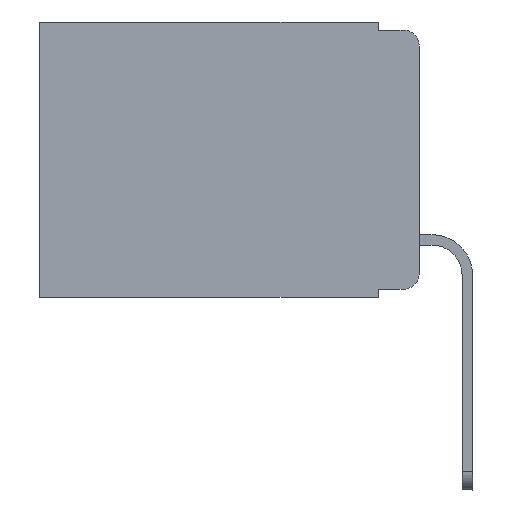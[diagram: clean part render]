
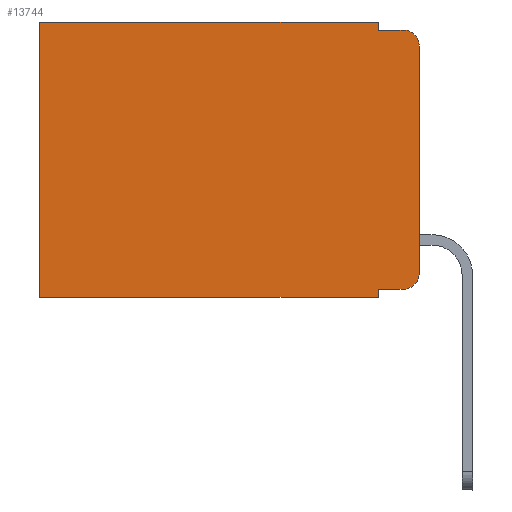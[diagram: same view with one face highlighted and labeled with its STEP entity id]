
A CAD part, left-side view. The second image highlights one B-rep face of the part: STEP entity #13744.
In plain terms, the highlighted planar face has unit normal (-1, 0, 0).
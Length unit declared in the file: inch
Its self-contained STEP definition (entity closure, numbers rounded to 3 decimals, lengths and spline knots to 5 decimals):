
#23 = EDGE_CURVE ( 'NONE', #11502, #3124, #3205, .T. ) ;
#132 = CIRCLE ( 'NONE', #8002, 0.02 ) ;
#568 = EDGE_CURVE ( 'NONE', #12496, #4678, #3268, .T. ) ;
#576 = VECTOR ( 'NONE', #6689, 39.37008 ) ;
#883 = LINE ( 'NONE', #5200, #12660 ) ;
#1182 = LINE ( 'NONE', #7878, #576 ) ;
#1215 = CARTESIAN_POINT ( 'NONE',  ( 0.298, 0.051, -0.333 ) ) ;
#1308 = VERTEX_POINT ( 'NONE', #1462 ) ;
#1352 = CARTESIAN_POINT ( 'NONE',  ( 0.298, 0., 0. ) ) ;
#1462 = CARTESIAN_POINT ( 'NONE',  ( 0.298, 0.051, 0. ) ) ;
#1558 = EDGE_CURVE ( 'NONE', #10931, #7694, #883, .T. ) ;
#1626 = ORIENTED_EDGE ( 'NONE', *, *, #1558, .T. ) ;
#1716 = AXIS2_PLACEMENT_3D ( 'NONE', #8399, #7485, #4196 ) ;
#2038 = CARTESIAN_POINT ( 'NONE',  ( 0.298, 0.051, -0.343 ) ) ;
#2292 = EDGE_CURVE ( 'NONE', #7694, #5276, #13007, .T. ) ;
#2780 = LINE ( 'NONE', #4994, #4627 ) ;
#3124 = VERTEX_POINT ( 'NONE', #13094 ) ;
#3205 = LINE ( 'NONE', #5484, #5899 ) ;
#3268 = LINE ( 'NONE', #5397, #4137 ) ;
#3527 = ORIENTED_EDGE ( 'NONE', *, *, #2292, .T. ) ;
#3540 = DIRECTION ( 'NONE',  ( 0., 0., -1. ) ) ;
#3554 = ORIENTED_EDGE ( 'NONE', *, *, #13065, .F. ) ;
#3560 = ORIENTED_EDGE ( 'NONE', *, *, #568, .F. ) ;
#3617 = VECTOR ( 'NONE', #5106, 39.37008 ) ;
#4017 = DIRECTION ( 'NONE',  ( 0., 0., -1. ) ) ;
#4137 = VECTOR ( 'NONE', #5470, 39.37008 ) ;
#4196 = DIRECTION ( 'NONE',  ( 0., 0., -1. ) ) ;
#4294 = ORIENTED_EDGE ( 'NONE', *, *, #12373, .F. ) ;
#4627 = VECTOR ( 'NONE', #13486, 39.37008 ) ;
#4678 = VERTEX_POINT ( 'NONE', #7871 ) ;
#4797 = CARTESIAN_POINT ( 'NONE',  ( 0.298, 0.02, -0.03 ) ) ;
#4816 = DIRECTION ( 'NONE',  ( 0., 0., -1. ) ) ;
#4994 = CARTESIAN_POINT ( 'NONE',  ( 0.298, 0.473, 0. ) ) ;
#5005 = AXIS2_PLACEMENT_3D ( 'NONE', #7855, #6790, #11032 ) ;
#5084 = EDGE_CURVE ( 'NONE', #1308, #11336, #13456, .T. ) ;
#5106 = DIRECTION ( 'NONE',  ( 0., 1., 0. ) ) ;
#5200 = CARTESIAN_POINT ( 'NONE',  ( 0.298, 0.051, -0.333 ) ) ;
#5276 = VERTEX_POINT ( 'NONE', #8361 ) ;
#5397 = CARTESIAN_POINT ( 'NONE',  ( 0.298, 0., -0.343 ) ) ;
#5470 = DIRECTION ( 'NONE',  ( 0., 1., 0. ) ) ;
#5484 = CARTESIAN_POINT ( 'NONE',  ( 0.298, 0.051, -0.01 ) ) ;
#5563 = EDGE_CURVE ( 'NONE', #11336, #4678, #2780, .T. ) ;
#5817 = CARTESIAN_POINT ( 'NONE',  ( 0.298, 0.02, -0.333 ) ) ;
#5899 = VECTOR ( 'NONE', #9660, 39.37008 ) ;
#6065 = CARTESIAN_POINT ( 'NONE',  ( 0.298, 0.051, -0.01 ) ) ;
#6094 = ORIENTED_EDGE ( 'NONE', *, *, #5563, .T. ) ;
#6280 = EDGE_CURVE ( 'NONE', #6834, #3124, #132, .T. ) ;
#6346 = ORIENTED_EDGE ( 'NONE', *, *, #10856, .F. ) ;
#6689 = DIRECTION ( 'NONE',  ( 0., 0., -1. ) ) ;
#6705 = CARTESIAN_POINT ( 'NONE',  ( 0.298, 0.473, 0. ) ) ;
#6790 = DIRECTION ( 'NONE',  ( -1., 0., 0. ) ) ;
#6834 = VERTEX_POINT ( 'NONE', #11665 ) ;
#7007 = EDGE_LOOP ( 'NONE', ( #6346, #12297, #11226, #4294, #11065, #6094, #3560, #3554, #1626, #3527 ) ) ;
#7194 = LINE ( 'NONE', #9150, #8046 ) ;
#7485 = DIRECTION ( 'NONE',  ( 1., 0., 0. ) ) ;
#7694 = VERTEX_POINT ( 'NONE', #5817 ) ;
#7772 = VECTOR ( 'NONE', #3540, 39.37008 ) ;
#7855 = CARTESIAN_POINT ( 'NONE',  ( 0.298, 0.02, -0.313 ) ) ;
#7871 = CARTESIAN_POINT ( 'NONE',  ( 0.298, 0.473, -0.343 ) ) ;
#7878 = CARTESIAN_POINT ( 'NONE',  ( 0.298, 0.051, 0. ) ) ;
#8002 = AXIS2_PLACEMENT_3D ( 'NONE', #4797, #11347, #4017 ) ;
#8046 = VECTOR ( 'NONE', #4816, 39.37008 ) ;
#8361 = CARTESIAN_POINT ( 'NONE',  ( 0.298, 0., -0.313 ) ) ;
#8399 = CARTESIAN_POINT ( 'NONE',  ( 0.298, 0., 0. ) ) ;
#9150 = CARTESIAN_POINT ( 'NONE',  ( 0.298, 0.051, 0. ) ) ;
#9448 = DIRECTION ( 'NONE',  ( 0., -1., 0. ) ) ;
#9660 = DIRECTION ( 'NONE',  ( 0., -1., 0. ) ) ;
#9850 = LINE ( 'NONE', #1352, #7772 ) ;
#10856 = EDGE_CURVE ( 'NONE', #6834, #5276, #9850, .T. ) ;
#10931 = VERTEX_POINT ( 'NONE', #1215 ) ;
#11032 = DIRECTION ( 'NONE',  ( 0., 0., -1. ) ) ;
#11065 = ORIENTED_EDGE ( 'NONE', *, *, #5084, .T. ) ;
#11226 = ORIENTED_EDGE ( 'NONE', *, *, #23, .F. ) ;
#11336 = VERTEX_POINT ( 'NONE', #6705 ) ;
#11347 = DIRECTION ( 'NONE',  ( -1., 0., 0. ) ) ;
#11502 = VERTEX_POINT ( 'NONE', #6065 ) ;
#11584 = PLANE ( 'NONE',  #1716 ) ;
#11665 = CARTESIAN_POINT ( 'NONE',  ( 0.298, 0., -0.03 ) ) ;
#12297 = ORIENTED_EDGE ( 'NONE', *, *, #6280, .T. ) ;
#12334 = CARTESIAN_POINT ( 'NONE',  ( 0.298, 0., 0. ) ) ;
#12373 = EDGE_CURVE ( 'NONE', #1308, #11502, #7194, .T. ) ;
#12496 = VERTEX_POINT ( 'NONE', #2038 ) ;
#12660 = VECTOR ( 'NONE', #9448, 39.37008 ) ;
#13007 = CIRCLE ( 'NONE', #5005, 0.02 ) ;
#13065 = EDGE_CURVE ( 'NONE', #10931, #12496, #1182, .T. ) ;
#13094 = CARTESIAN_POINT ( 'NONE',  ( 0.298, 0.02, -0.01 ) ) ;
#13456 = LINE ( 'NONE', #12334, #3617 ) ;
#13486 = DIRECTION ( 'NONE',  ( 0., 0., -1. ) ) ;
#13672 = FACE_OUTER_BOUND ( 'NONE', #7007, .T. ) ;
#13744 = ADVANCED_FACE ( 'NONE', ( #13672 ), #11584, .F. ) ;
